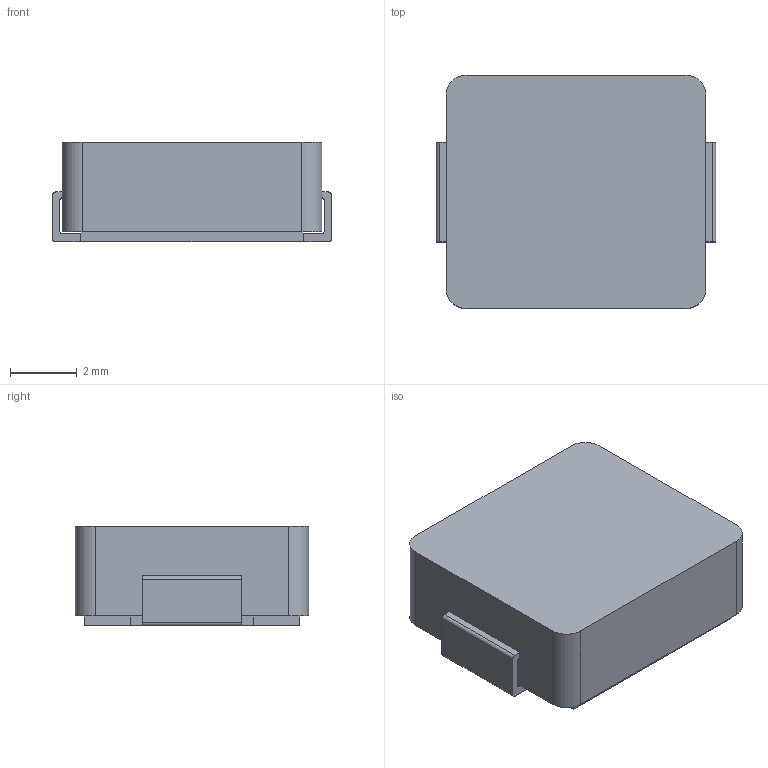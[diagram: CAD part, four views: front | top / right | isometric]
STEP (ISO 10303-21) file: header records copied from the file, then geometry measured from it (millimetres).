
FILE_DESCRIPTION(('FreeCAD Model'),'2;1');
FILE_NAME('inductor.step','2019-11-17T10:43:14',('Author'),(''), 'Open CASCADE STEP processor 7.2','FreeCAD','Unknown');
FILE_SCHEMA(('AUTOMOTIVE_DESIGN { 1 0 10303 214 1 1 1 1 }'));
Length unit declared in the file: millimetre
Products named in the file (3): Fillet001; Body001_(Mirror_#1); Body
Bounding box: 8.38 x 7 x 3 mm (x, y, z)
Volume: 160.9 mm3; surface area: 234.1 mm2
Topology: 3 solids, 3 shells, 51 faces, 132 edges, 88 vertices
Faces by surface type: plane 39, cylinder 12
Entity records: 3344 total; most frequent: CARTESIAN_POINT 624, DIRECTION 496, LINE 332, VECTOR 332, ORIENTED_EDGE 264, PCURVE 264, DEFINITIONAL_REPRESENTATION 264, EDGE_CURVE 132
